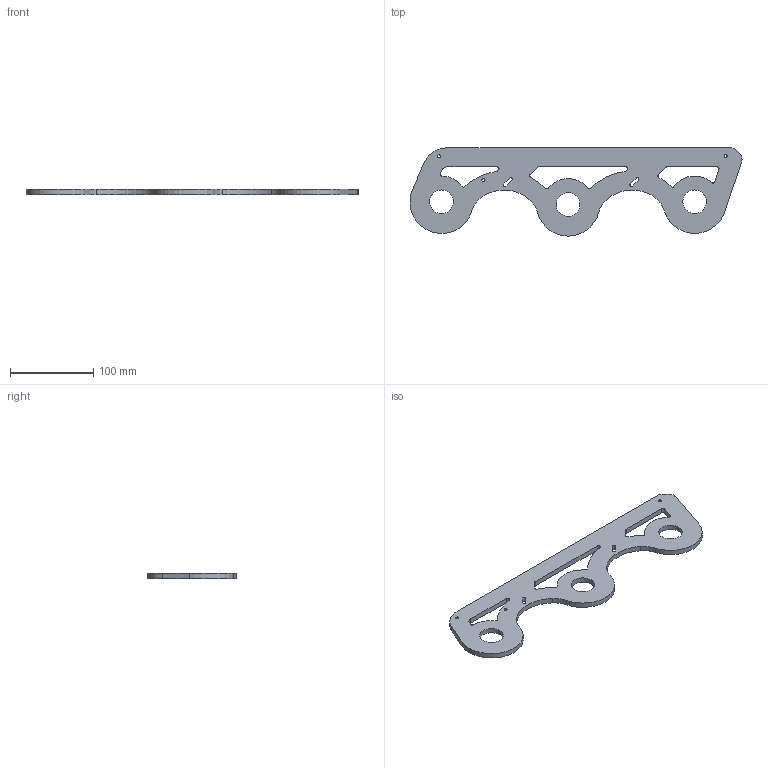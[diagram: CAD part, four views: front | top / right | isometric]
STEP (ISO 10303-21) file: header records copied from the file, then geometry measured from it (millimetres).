
FILE_DESCRIPTION (( 'STEP AP214' ), '1' );
FILE_NAME ('SidePlate.STEP', '2019-03-19T02:17:51', ( '' ), ( '' ), 'SwSTEP 2.0', 'SolidWorks 2018', '' );
FILE_SCHEMA (( 'AUTOMOTIVE_DESIGN' ));
Length unit declared in the file: millimetre
Products named in the file (1): SidePlate
Bounding box: 399.78 x 106.28 x 6.35 mm (x, y, z)
Volume: 157118.1 mm3; surface area: 62103.9 mm2
Topology: 1 solids, 1 shells, 75 faces, 219 edges, 146 vertices
Faces by surface type: cylinder 56, plane 19
Entity records: 2623 total; most frequent: DIRECTION 483, CARTESIAN_POINT 441, ORIENTED_EDGE 438, EDGE_CURVE 219, AXIS2_PLACEMENT_3D 188, VERTEX_POINT 146, CIRCLE 112, VECTOR 107
